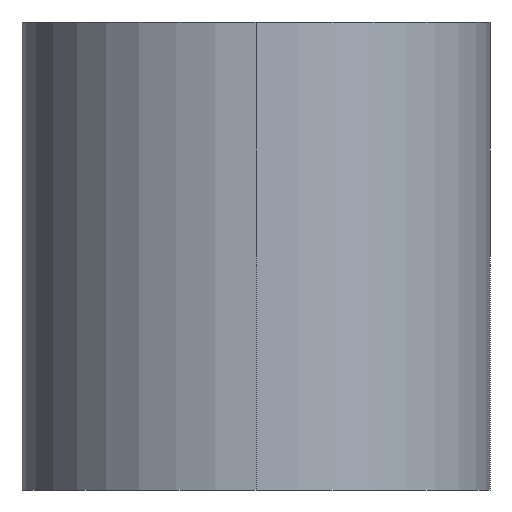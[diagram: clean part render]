
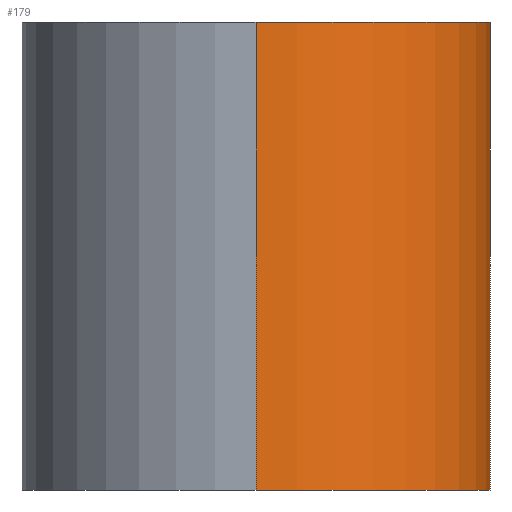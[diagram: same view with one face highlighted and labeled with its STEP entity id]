
A CAD part, left-side view. The second image highlights one B-rep face of the part: STEP entity #179.
In plain terms, the highlighted cylindrical face has radius 1.5 mm (diameter 3 mm), a partial arc.
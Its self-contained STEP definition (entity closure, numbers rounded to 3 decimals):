
#2 = VERTEX_POINT ( 'NONE', #98 ) ;
#3 = AXIS2_PLACEMENT_3D ( 'NONE', #108, #183, #7 ) ;
#7 = DIRECTION ( 'NONE',  ( -1., 0., 0. ) ) ;
#10 = CYLINDRICAL_SURFACE ( 'NONE', #3, 1.5 ) ;
#11 = EDGE_LOOP ( 'NONE', ( #32, #46, #118, #115 ) ) ;
#15 = CIRCLE ( 'NONE', #71, 1.5 ) ;
#16 = DIRECTION ( 'NONE',  ( 0., 0., 1. ) ) ;
#28 = EDGE_CURVE ( 'NONE', #83, #2, #160, .T. ) ;
#32 = ORIENTED_EDGE ( 'NONE', *, *, #116, .F. ) ;
#34 = CARTESIAN_POINT ( 'NONE',  ( -4.143, 0.69, 3. ) ) ;
#37 = CARTESIAN_POINT ( 'NONE',  ( -4.143, 2.19, 3. ) ) ;
#46 = ORIENTED_EDGE ( 'NONE', *, *, #173, .T. ) ;
#49 = DIRECTION ( 'NONE',  ( 1., 0., 0. ) ) ;
#51 = CARTESIAN_POINT ( 'NONE',  ( -5.643, 2.19, 0. ) ) ;
#53 = CARTESIAN_POINT ( 'NONE',  ( -4.143, 2.19, 0. ) ) ;
#61 = EDGE_CURVE ( 'NONE', #63, #2, #207, .T. ) ;
#63 = VERTEX_POINT ( 'NONE', #51 ) ;
#71 = AXIS2_PLACEMENT_3D ( 'NONE', #37, #215, #185 ) ;
#73 = DIRECTION ( 'NONE',  ( 0., 0., -1. ) ) ;
#83 = VERTEX_POINT ( 'NONE', #123 ) ;
#98 = CARTESIAN_POINT ( 'NONE',  ( -4.143, 0.69, 0. ) ) ;
#103 = CARTESIAN_POINT ( 'NONE',  ( -5.643, 2.19, 3. ) ) ;
#108 = CARTESIAN_POINT ( 'NONE',  ( -4.143, 2.19, 3. ) ) ;
#115 = ORIENTED_EDGE ( 'NONE', *, *, #28, .F. ) ;
#116 = EDGE_CURVE ( 'NONE', #180, #83, #15, .T. ) ;
#118 = ORIENTED_EDGE ( 'NONE', *, *, #61, .T. ) ;
#123 = CARTESIAN_POINT ( 'NONE',  ( -4.143, 0.69, 3. ) ) ;
#146 = VECTOR ( 'NONE', #73, 1000. ) ;
#152 = CARTESIAN_POINT ( 'NONE',  ( -5.643, 2.19, 3. ) ) ;
#160 = LINE ( 'NONE', #34, #167 ) ;
#167 = VECTOR ( 'NONE', #195, 1000. ) ;
#172 = LINE ( 'NONE', #152, #146 ) ;
#173 = EDGE_CURVE ( 'NONE', #180, #63, #172, .T. ) ;
#179 = ADVANCED_FACE ( 'NONE', ( #216 ), #10, .T. ) ;
#180 = VERTEX_POINT ( 'NONE', #103 ) ;
#183 = DIRECTION ( 'NONE',  ( 0., 0., -1. ) ) ;
#185 = DIRECTION ( 'NONE',  ( 1., 0., 0. ) ) ;
#195 = DIRECTION ( 'NONE',  ( 0., 0., -1. ) ) ;
#207 = CIRCLE ( 'NONE', #222, 1.5 ) ;
#215 = DIRECTION ( 'NONE',  ( 0., 0., 1. ) ) ;
#216 = FACE_OUTER_BOUND ( 'NONE', #11, .T. ) ;
#222 = AXIS2_PLACEMENT_3D ( 'NONE', #53, #16, #49 ) ;
